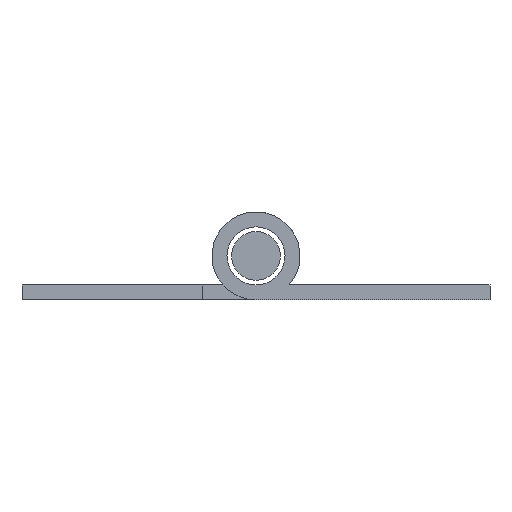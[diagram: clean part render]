
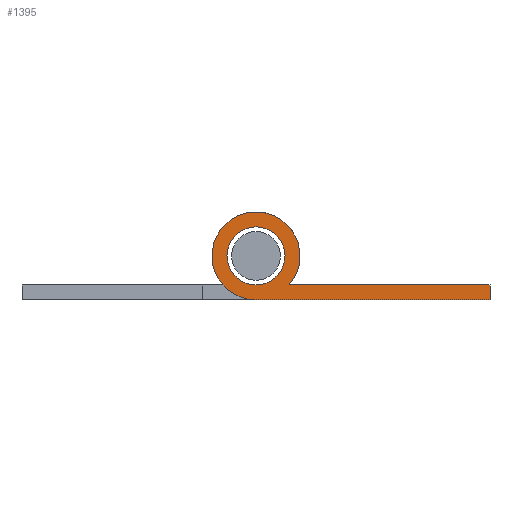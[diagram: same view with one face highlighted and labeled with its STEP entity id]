
A CAD part, front view. The second image highlights one B-rep face of the part: STEP entity #1395.
In plain terms, the highlighted planar face has unit normal (0, -1, 0).
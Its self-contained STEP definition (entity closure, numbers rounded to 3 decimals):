
#103 = VERTEX_POINT ( 'NONE', #1633 ) ;
#112 = EDGE_CURVE ( 'NONE', #103, #1340, #1682, .T. ) ;
#1340 = VERTEX_POINT ( 'NONE', #3641 ) ;
#1374 = VERTEX_POINT ( 'NONE', #3759 ) ;
#1387 = EDGE_CURVE ( 'NONE', #1374, #1388, #3799, .T. ) ;
#1388 = VERTEX_POINT ( 'NONE', #3794 ) ;
#1389 = VERTEX_POINT ( 'NONE', #3793 ) ;
#1390 = VERTEX_POINT ( 'NONE', #3792 ) ;
#1391 = ORIENTED_EDGE ( 'NONE', *, *, #1392, .F. ) ;
#1392 = EDGE_CURVE ( 'NONE', #1388, #1389, #3791, .T. ) ;
#1393 = ORIENTED_EDGE ( 'NONE', *, *, #1387, .F. ) ;
#1395 = ADVANCED_FACE ( 'NONE', ( #3783, #3782 ), #3781, .F. ) ;
#1399 = EDGE_CURVE ( 'NONE', #1340, #103, #3769, .T. ) ;
#1404 = ORIENTED_EDGE ( 'NONE', *, *, #1399, .T. ) ;
#1408 = ORIENTED_EDGE ( 'NONE', *, *, #1409, .F. ) ;
#1409 = EDGE_CURVE ( 'NONE', #1390, #1374, #3817, .T. ) ;
#1410 = EDGE_LOOP ( 'NONE', ( #1411, #1404 ) ) ;
#1411 = ORIENTED_EDGE ( 'NONE', *, *, #112, .T. ) ;
#1424 = EDGE_LOOP ( 'NONE', ( #1425, #1391, #1393, #1408 ) ) ;
#1425 = ORIENTED_EDGE ( 'NONE', *, *, #1426, .F. ) ;
#1426 = EDGE_CURVE ( 'NONE', #1389, #1390, #3855, .T. ) ;
#1633 = CARTESIAN_POINT ( 'NONE',  ( 0., -150., -1.55 ) ) ;
#1678 = DIRECTION ( 'NONE',  ( 0., 0., 1. ) ) ;
#1679 = DIRECTION ( 'NONE',  ( 0., 1., 0. ) ) ;
#1680 = CARTESIAN_POINT ( 'NONE',  ( 0., -150., 0. ) ) ;
#1681 = AXIS2_PLACEMENT_3D ( 'NONE', #1680, #1679, #1678 ) ;
#1682 = CIRCLE ( 'NONE', #1681, 1.55 ) ;
#3641 = CARTESIAN_POINT ( 'NONE',  ( 0., -150., 1.55 ) ) ;
#3759 = CARTESIAN_POINT ( 'NONE',  ( 0., -150., -2.35 ) ) ;
#3765 = DIRECTION ( 'NONE',  ( 0., 0., 1. ) ) ;
#3766 = DIRECTION ( 'NONE',  ( 0., 1., 0. ) ) ;
#3767 = CARTESIAN_POINT ( 'NONE',  ( 0., -150., 0. ) ) ;
#3768 = AXIS2_PLACEMENT_3D ( 'NONE', #3767, #3766, #3765 ) ;
#3769 = CIRCLE ( 'NONE', #3768, 1.55 ) ;
#3777 = DIRECTION ( 'NONE',  ( 0., 0., 1. ) ) ;
#3778 = DIRECTION ( 'NONE',  ( 0., 1., 0. ) ) ;
#3779 = CARTESIAN_POINT ( 'NONE',  ( 0., -150., 0. ) ) ;
#3780 = AXIS2_PLACEMENT_3D ( 'NONE', #3779, #3778, #3777 ) ;
#3781 = PLANE ( 'NONE',  #3780 ) ;
#3782 = FACE_BOUND ( 'NONE', #1410, .T. ) ;
#3783 = FACE_OUTER_BOUND ( 'NONE', #1424, .T. ) ;
#3788 = DIRECTION ( 'NONE',  ( 1., 0., 0. ) ) ;
#3789 = VECTOR ( 'NONE', #3788, 1000. ) ;
#3790 = CARTESIAN_POINT ( 'NONE',  ( 12.5, -150., -1.55 ) ) ;
#3791 = LINE ( 'NONE', #3790, #3789 ) ;
#3792 = CARTESIAN_POINT ( 'NONE',  ( 12.5, -150., -2.35 ) ) ;
#3793 = CARTESIAN_POINT ( 'NONE',  ( 12.5, -150., -1.55 ) ) ;
#3794 = CARTESIAN_POINT ( 'NONE',  ( 1.766, -150., -1.55 ) ) ;
#3795 = DIRECTION ( 'NONE',  ( 0., 0., 1. ) ) ;
#3796 = DIRECTION ( 'NONE',  ( 0., 1., 0. ) ) ;
#3797 = CARTESIAN_POINT ( 'NONE',  ( 0., -150., 0. ) ) ;
#3798 = AXIS2_PLACEMENT_3D ( 'NONE', #3797, #3796, #3795 ) ;
#3799 = CIRCLE ( 'NONE', #3798, 2.35 ) ;
#3814 = DIRECTION ( 'NONE',  ( -1., 0., 0. ) ) ;
#3815 = VECTOR ( 'NONE', #3814, 1000. ) ;
#3816 = CARTESIAN_POINT ( 'NONE',  ( 0., -150., -2.35 ) ) ;
#3817 = LINE ( 'NONE', #3816, #3815 ) ;
#3852 = DIRECTION ( 'NONE',  ( 0., 0., -1. ) ) ;
#3853 = VECTOR ( 'NONE', #3852, 1000. ) ;
#3854 = CARTESIAN_POINT ( 'NONE',  ( 12.5, -150., -2.35 ) ) ;
#3855 = LINE ( 'NONE', #3854, #3853 ) ;
